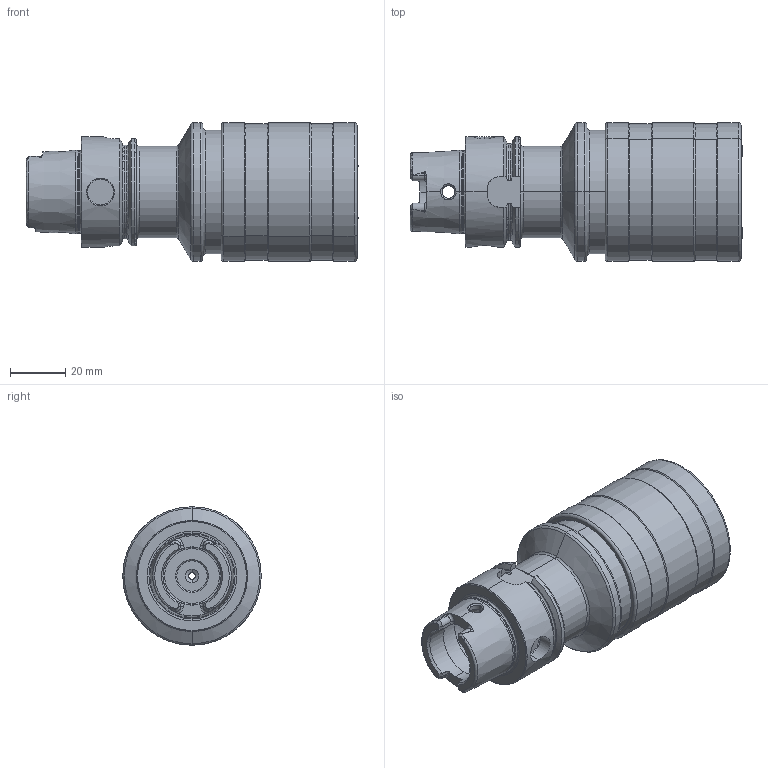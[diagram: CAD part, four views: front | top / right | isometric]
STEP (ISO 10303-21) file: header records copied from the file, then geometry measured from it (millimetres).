
FILE_DESCRIPTION (( 'STEP AP203' ), '1' );
FILE_NAME ('HA4.Go2.K01.100.STEP', '2018-02-19T15:17:58', ( 'SWIAdmin' ), ( 'Hewlett-Packard Company' ), 'SwSTEP 2.0', 'SolidWorks 2017', '' );
FILE_SCHEMA (( 'CONFIG_CONTROL_DESIGN' ));
Length unit declared in the file: millimetre
Products named in the file (10): Boden Go2; Feder gross Go2_vorgespannt; Feder klein Go2_gespannt; Federring aussen Go2_gespannt; Hülse Go2; Federring innen Go2_gespannt; Kugel Go2; Einbausatz Go2_gespannt; HA4.Go2.K01.100; HA4-Go2.K01.100_B_Fertigbearbeitung
Assembly tree (11 placements, depth 3):
  HA4.Go2.K01.100
    HA4-Go2.K01.100_B_Fertigbearbeitung
    Einbausatz Go2_gespannt
      Boden Go2
      Feder gross Go2_vorgespannt
      Feder klein Go2_gespannt
      Federring aussen Go2_gespannt
      Federring innen Go2_gespannt
      Hülse Go2
      Kugel Go2  x3
Bounding box: 119.9 x 50 x 50 mm (x, y, z)
Volume: 118217.9 mm3; surface area: 50122.7 mm2
Topology: 10 solids, 10 shells, 392 faces, 956 edges, 578 vertices
Faces by surface type: cylinder 124, torus 93, plane 90, cone 66, bspline 13, sphere 6
Entity records: 18474 total; most frequent: CARTESIAN_POINT 8499, DIRECTION 1913, ORIENTED_EDGE 1858, EDGE_CURVE 929, AXIS2_PLACEMENT_3D 816, VERTEX_POINT 561, CIRCLE 426, EDGE_LOOP 414
